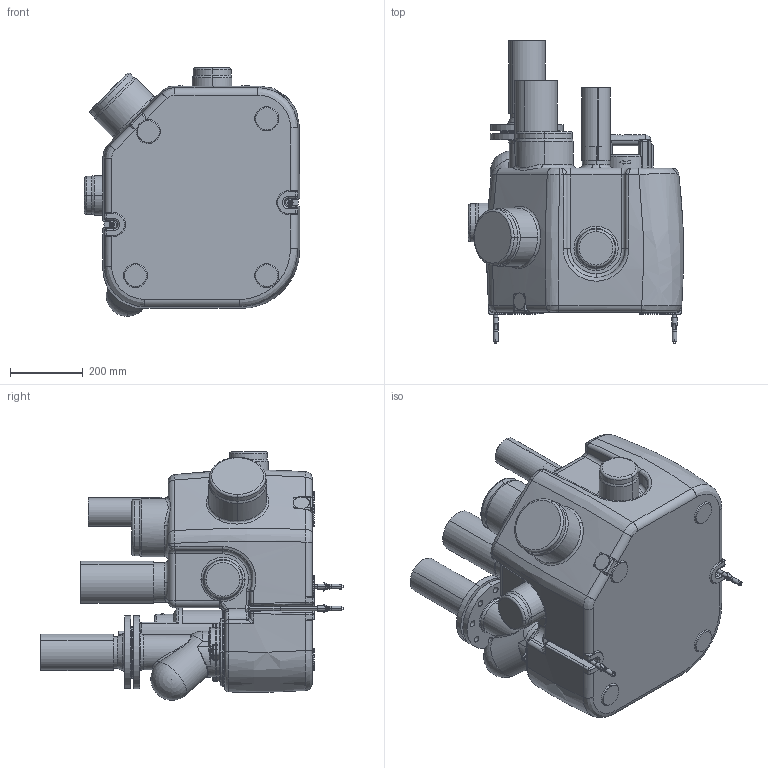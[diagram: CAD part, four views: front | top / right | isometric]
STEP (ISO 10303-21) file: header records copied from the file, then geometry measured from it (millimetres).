
FILE_DESCRIPTION (( 'STEP AP214' ), '1' );
FILE_NAME ('FHA-C 1.12 TD-0031295.STEP', '2016-02-18T07:17:14', ( '' ), ( '' ), 'SwSTEP 2.0', 'SolidWorks 2011', '' );
FILE_SCHEMA (( 'AUTOMOTIVE_DESIGN' ));
Length unit declared in the file: millimetre
Products named in the file (1): FHA-C 1.12 TD-0031295
Bounding box: 589.99 x 830 x 681.61 mm (x, y, z)
Volume: 101898413.7 mm3; surface area: 2560862.8 mm2
Topology: 13 solids, 14 shells, 1145 faces, 2886 edges, 1750 vertices
Faces by surface type: cylinder 387, plane 301, torus 179, bspline 128, cone 113, sphere 37
Entity records: 61411 total; most frequent: CARTESIAN_POINT 22144, ORIENTED_EDGE 5670, DIRECTION 5470, EDGE_CURVE 2835, AXIS2_PLACEMENT_3D 2247, VERTEX_POINT 1742, CIRCLE 1229, EDGE_LOOP 1221
